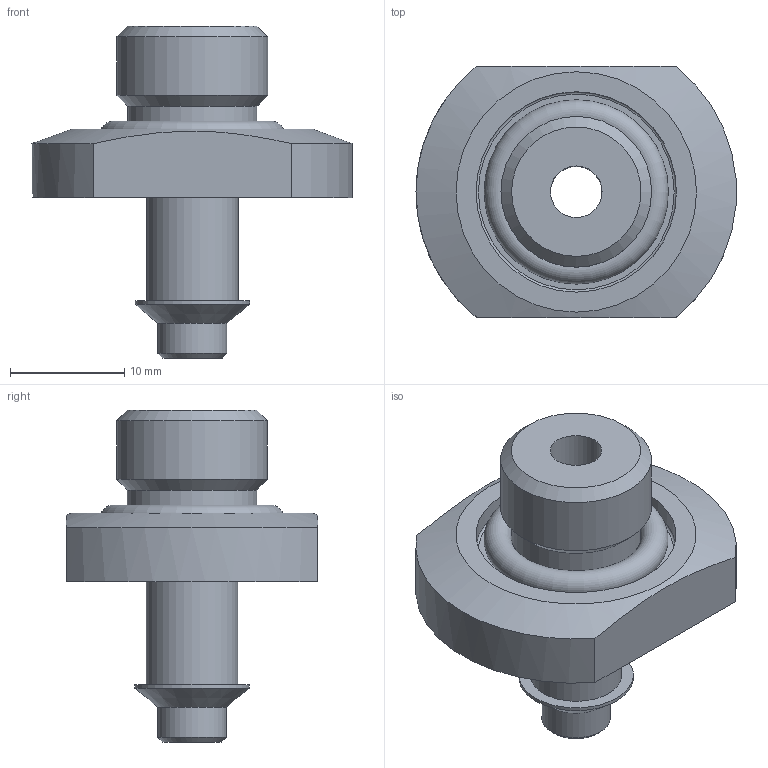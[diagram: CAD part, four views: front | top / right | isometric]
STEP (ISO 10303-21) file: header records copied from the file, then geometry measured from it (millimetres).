
FILE_DESCRIPTION( ( 'Unknown' ), '1' );
FILE_NAME( 'SE-0403438.stp', 'Unknown', ( 'Unknown' ), ( 'Unknown' ), 'PSStep 14.0', 'Unknown', ' ' );
FILE_SCHEMA( ( 'AUTOMOTIVE_DESIGN { 1 0 10303 214 1 1 1 1 }' ) );
Length unit declared in the file: millimetre
Products named in the file (3): Assem1; SE-0403201; 0119707
Assembly tree (2 placements, depth 2):
  Assem1
    SE-0403201
    0119707
Bounding box: 27.95 x 22 x 29 mm (x, y, z)
Volume: 4409.9 mm3; surface area: 3123.1 mm2
Topology: 2 solids, 2 shells, 25 faces, 48 edges, 29 vertices
Faces by surface type: cylinder 9, plane 8, cone 5, torus 3
Full cylindrical faces by diameter (mm): 4.5 x1, 6 x1, 8 x1, 10 x1, 11.3 x1, 13.16 x1, 17.5 x1
Entity records: 808 total; most frequent: CARTESIAN_POINT 108, DIRECTION 108, ORIENTED_EDGE 62, AXIS2_PLACEMENT_3D 51, EDGE_LOOP 44, FACE_OUTER_BOUND 33, EDGE_CURVE 31, VERTEX_POINT 27
